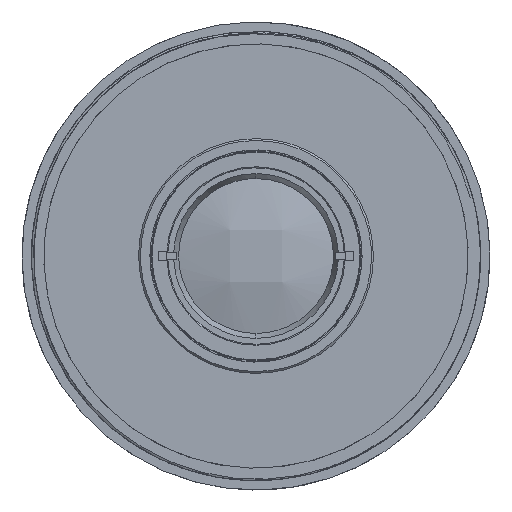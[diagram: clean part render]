
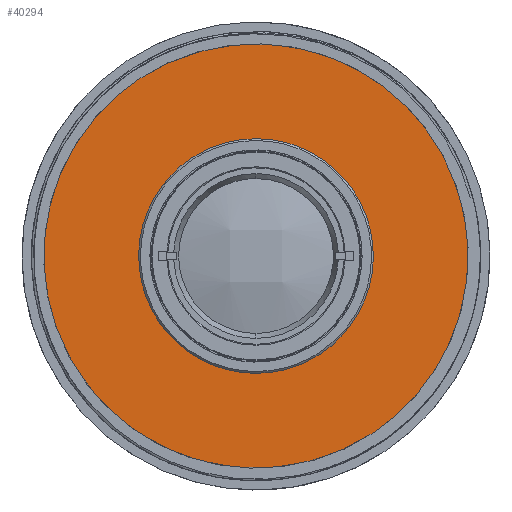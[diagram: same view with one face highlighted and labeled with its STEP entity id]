
A CAD part, front view. The second image highlights one B-rep face of the part: STEP entity #40294.
In plain terms, the highlighted free-form (B-spline) face has degree [1, 1] with [2, 2] control points.
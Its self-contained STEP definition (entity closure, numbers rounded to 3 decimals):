
#2561 = ORIENTED_EDGE ( 'NONE', *, *, #4261, .F. ) ;
#4261 = EDGE_CURVE ( 'NONE', #66605, #15197, #52853, .T. ) ;
#4263 = CARTESIAN_POINT ( 'NONE',  ( 2.756, 4.873, 64.597 ) ) ;
#4625 = EDGE_LOOP ( 'NONE', ( #72761, #54874 ) ) ;
#4632 = CARTESIAN_POINT ( 'NONE',  ( 0.4, 4.873, 34.725 ) ) ;
#4817 = CARTESIAN_POINT ( 'NONE',  ( 7.142, 4.873, 66.879 ) ) ;
#6157 = CARTESIAN_POINT ( 'NONE',  ( 31.944, 4.873, 47.411 ) ) ;
#7942 = CARTESIAN_POINT ( 'NONE',  ( 3.053, 4.873, 1.234 ) ) ;
#8778 = CARTESIAN_POINT ( 'NONE',  ( 52.396, 4.873, 50.781 ) ) ;
#9139 = CARTESIAN_POINT ( 'NONE',  ( -5.557, 4.873, 77.322 ) ) ;
#9782 = CARTESIAN_POINT ( 'NONE',  ( -5.892, 4.873, 47.802 ) ) ;
#10144 = CARTESIAN_POINT ( 'NONE',  ( 4.467, 4.873, 31.946 ) ) ;
#10508 = CARTESIAN_POINT ( 'NONE',  ( -4.855, 4.873, 55.127 ) ) ;
#14215 = CARTESIAN_POINT ( 'NONE',  ( -34.586, 4.873, 58.844 ) ) ;
#14576 = FACE_OUTER_BOUND ( 'NONE', #52148, .T. ) ;
#14793 = CARTESIAN_POINT ( 'NONE',  ( 29.951, 4.873, 40.286 ) ) ;
#15155 = CARTESIAN_POINT ( 'NONE',  ( 30.125, 4.873, 57.079 ) ) ;
#15197 = VERTEX_POINT ( 'NONE', #53230 ) ;
#22307 = CARTESIAN_POINT ( 'NONE',  ( 14.096, 4.873, 29.927 ) ) ;
#26587 = CARTESIAN_POINT ( 'NONE',  ( 14.487, 4.873, 67.764 ) ) ;
#28211 = CARTESIAN_POINT ( 'NONE',  ( -5.866, 4.873, 50.306 ) ) ;
#28663 = CARTESIAN_POINT ( 'NONE',  ( 30.933, 4.873, 42.59 ) ) ;
#30553 = CARTESIAN_POINT ( 'NONE',  ( 11.117, 4.873, 88.215 ) ) ;
#31023 = B_SPLINE_SURFACE_WITH_KNOTS ( 'NONE', 1, 1, ( 
 ( #14215, #59978 ),
 ( #7942, #42278 ) ),
 .UNSPECIFIED., .F., .F., .F.,
 ( 2, 2 ),
 ( 2, 2 ),
 ( 0., 1. ),
 ( 0., 1. ),
 .UNSPECIFIED. ) ;
#31929 = CARTESIAN_POINT ( 'NONE',  ( -25.292, 4.873, -16.798 ) ) ;
#32341 = CARTESIAN_POINT ( 'NONE',  ( 23.322, 4.873, 33.12 ) ) ;
#38775 = CARTESIAN_POINT ( 'NONE',  ( 31.059, 4.873, 54.756 ) ) ;
#40294 = ADVANCED_FACE ( 'NONE', ( #47456, #14576 ), #31023, .T. ) ;
#42024 = CARTESIAN_POINT ( 'NONE',  ( 48.309, 4.873, 31.288 ) ) ;
#42201 = B_SPLINE_CURVE_WITH_KNOTS ( 'NONE', 3,
 ( #72915, #61817, #55920, #22307, #54837, #61098, #10144, #4632, #61453, #72192, #43406, #9782, #28211, #10508, #44489, #55561, #66994, #4263 ),
 .UNSPECIFIED., .F., .F.,
 ( 4, 2, 2, 2, 2, 2, 2, 2, 4 ),
 ( 0., 0.393, 0.785, 1.178, 1.571, 1.963, 2.356, 2.749, 3.142 ),
 .UNSPECIFIED. ) ;
#42278 = CARTESIAN_POINT ( 'NONE',  ( 60.664, 4.873, 38.872 ) ) ;
#42605 = EDGE_CURVE ( 'NONE', #15197, #66605, #72828, .T. ) ;
#43237 = CARTESIAN_POINT ( 'NONE',  ( 25.678, 4.873, 62.992 ) ) ;
#43406 = CARTESIAN_POINT ( 'NONE',  ( -4.981, 4.873, 42.961 ) ) ;
#44323 = CARTESIAN_POINT ( 'NONE',  ( 21.611, 4.873, 65.771 ) ) ;
#44489 = CARTESIAN_POINT ( 'NONE',  ( -3.873, 4.873, 57.431 ) ) ;
#44538 = VERTEX_POINT ( 'NONE', #61316 ) ;
#46948 = VERTEX_POINT ( 'NONE', #32341 ) ;
#47456 = FACE_BOUND ( 'NONE', #4625, .T. ) ;
#47563 = CARTESIAN_POINT ( 'NONE',  ( 31.635, 4.873, 20.395 ) ) ;
#48764 = CARTESIAN_POINT ( 'NONE',  ( 11.983, 4.873, 67.79 ) ) ;
#49653 = EDGE_CURVE ( 'NONE', #46948, #44538, #42201, .T. ) ;
#50450 = EDGE_CURVE ( 'NONE', #44538, #46948, #68532, .T. ) ;
#52148 = EDGE_LOOP ( 'NONE', ( #2561, #72734 ) ) ;
#52656 = CARTESIAN_POINT ( 'NONE',  ( 23.322, 4.873, 33.12 ) ) ;
#52853 =( BOUNDED_CURVE ( )  B_SPLINE_CURVE ( 3, ( #9139, #30553, #53809, #70802, #8778, #42024, #47563 ),
 .UNSPECIFIED., .F., .F. ) 
 B_SPLINE_CURVE_WITH_KNOTS ( ( 4, 3, 4 ),
 ( -3.142, -1.571, 0. ),
 .UNSPECIFIED. ) 
 CURVE ( )  GEOMETRIC_REPRESENTATION_ITEM ( )  RATIONAL_B_SPLINE_CURVE ( ( 1., 0.805, 0.805, 1., 0.805, 0.805, 1. ) ) 
 REPRESENTATION_ITEM ( '' )  );
#53230 = CARTESIAN_POINT ( 'NONE',  ( 31.635, 4.873, 20.395 ) ) ;
#53809 = CARTESIAN_POINT ( 'NONE',  ( 30.609, 4.873, 84.128 ) ) ;
#54082 = CARTESIAN_POINT ( 'NONE',  ( -5.557, 4.873, 77.322 ) ) ;
#54462 = CARTESIAN_POINT ( 'NONE',  ( -62.485, 4.873, 40.13 ) ) ;
#54662 = CARTESIAN_POINT ( 'NONE',  ( 19.308, 4.873, 66.753 ) ) ;
#54837 = CARTESIAN_POINT ( 'NONE',  ( 11.591, 4.873, 29.953 ) ) ;
#54874 = ORIENTED_EDGE ( 'NONE', *, *, #49653, .T. ) ;
#55388 = CARTESIAN_POINT ( 'NONE',  ( 2.756, 4.873, 64.597 ) ) ;
#55561 = CARTESIAN_POINT ( 'NONE',  ( -1.094, 4.873, 61.498 ) ) ;
#55920 = CARTESIAN_POINT ( 'NONE',  ( 18.936, 4.873, 30.838 ) ) ;
#59832 = CARTESIAN_POINT ( 'NONE',  ( 31.97, 4.873, 49.915 ) ) ;
#59978 = CARTESIAN_POINT ( 'NONE',  ( 23.025, 4.873, 96.483 ) ) ;
#61098 = CARTESIAN_POINT ( 'NONE',  ( 6.77, 4.873, 30.964 ) ) ;
#61282 = CARTESIAN_POINT ( 'NONE',  ( 4.818, 4.873, 65.944 ) ) ;
#61316 = CARTESIAN_POINT ( 'NONE',  ( 2.756, 4.873, 64.597 ) ) ;
#61453 = CARTESIAN_POINT ( 'NONE',  ( -1.353, 4.873, 36.514 ) ) ;
#61817 = CARTESIAN_POINT ( 'NONE',  ( 21.26, 4.873, 31.773 ) ) ;
#63375 = CARTESIAN_POINT ( 'NONE',  ( 27.172, 4.873, 36.219 ) ) ;
#66605 = VERTEX_POINT ( 'NONE', #54082 ) ;
#66819 = CARTESIAN_POINT ( 'NONE',  ( 27.431, 4.873, 61.203 ) ) ;
#66994 = CARTESIAN_POINT ( 'NONE',  ( 0.695, 4.873, 63.25 ) ) ;
#68532 = B_SPLINE_CURVE_WITH_KNOTS ( 'NONE', 3,
 ( #55388, #61282, #4817, #48764, #26587, #54662, #44323, #43237, #66819, #15155, #38775, #59832, #6157, #28663, #14793, #63375, #68916, #52656 ),
 .UNSPECIFIED., .F., .F.,
 ( 4, 2, 2, 2, 2, 2, 2, 2, 4 ),
 ( 0., 0.393, 0.785, 1.178, 1.571, 1.963, 2.356, 2.749, 3.142 ),
 .UNSPECIFIED. ) ;
#68916 = CARTESIAN_POINT ( 'NONE',  ( 25.383, 4.873, 34.467 ) ) ;
#70802 = CARTESIAN_POINT ( 'NONE',  ( 41.503, 4.873, 67.454 ) ) ;
#71815 = CARTESIAN_POINT ( 'NONE',  ( -5.557, 4.873, 77.322 ) ) ;
#72182 = CARTESIAN_POINT ( 'NONE',  ( 31.635, 4.873, 20.395 ) ) ;
#72192 = CARTESIAN_POINT ( 'NONE',  ( -4.047, 4.873, 40.638 ) ) ;
#72734 = ORIENTED_EDGE ( 'NONE', *, *, #42605, .F. ) ;
#72761 = ORIENTED_EDGE ( 'NONE', *, *, #50450, .T. ) ;
#72828 =( BOUNDED_CURVE ( )  B_SPLINE_CURVE ( 3, ( #72182, #31929, #54462, #71815 ),
 .UNSPECIFIED., .F., .F. ) 
 B_SPLINE_CURVE_WITH_KNOTS ( ( 4, 4 ),
 ( -3.142, 0. ),
 .UNSPECIFIED. ) 
 CURVE ( )  GEOMETRIC_REPRESENTATION_ITEM ( )  RATIONAL_B_SPLINE_CURVE ( ( 1., 0.333, 0.333, 1. ) ) 
 REPRESENTATION_ITEM ( '' )  );
#72915 = CARTESIAN_POINT ( 'NONE',  ( 23.322, 4.873, 33.12 ) ) ;
